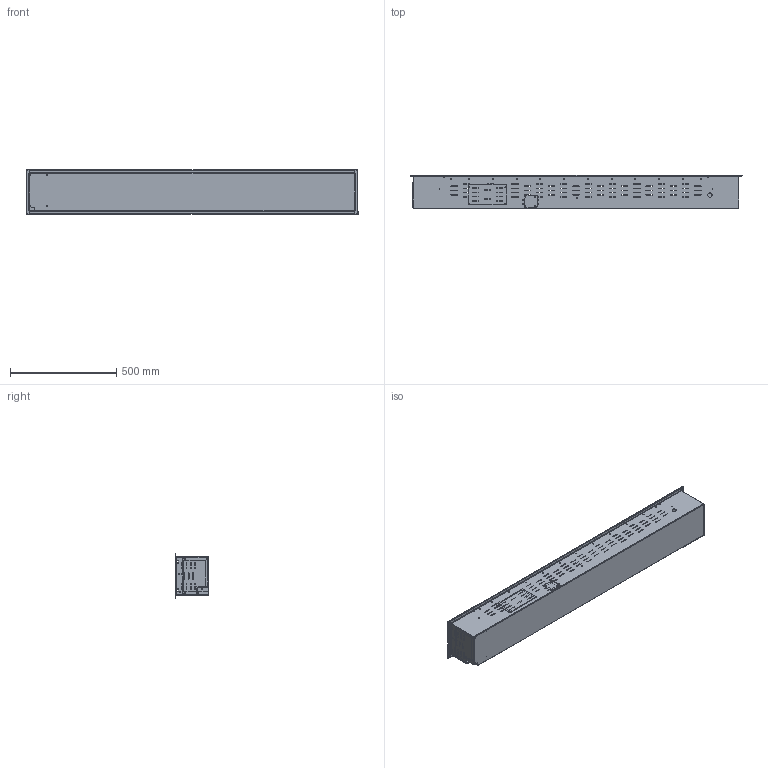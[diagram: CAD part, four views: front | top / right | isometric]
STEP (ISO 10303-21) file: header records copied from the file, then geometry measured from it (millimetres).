
FILE_DESCRIPTION (( 'STEP AP203' ), '1' );
FILE_NAME ('PJ00153-O-05-C. EVO PLUS 1200.STEP', '2019-02-27T15:54:35', ( '' ), ( '' ), 'SwSTEP 2.0', 'SolidWorks 2019', '' );
FILE_SCHEMA (( 'CONFIG_CONTROL_DESIGN' ));
Length unit declared in the file: millimetre
Products named in the file (1): PJ00153-O-05-C. EVO PLUS 1200
Bounding box: 1566 x 160 x 210 mm (x, y, z)
Volume: 2236243 mm3; surface area: 2622887.4 mm2
Topology: 43 solids, 43 shells, 2964 faces, 8522 edges, 5596 vertices
Faces by surface type: plane 1739, cylinder 1161, bspline 38, cone 24, torus 2
Full cylindrical faces by diameter (mm): 3 x2, 3.2 x2, 3.3 x13, 3.7 x4, 4 x7, 4.2 x2, 4.3 x8, 4.5 x17, 5 x65, 5.3 x27, 5.5 x2, 6.1 x4, 7.3 x2, 9 x2, 10.2 x2, 13 x4, 20 x1, 25 x1, 36 x1
Entity records: 98430 total; most frequent: CARTESIAN_POINT 18160, ORIENTED_EDGE 16560, DIRECTION 16289, EDGE_CURVE 8280, VECTOR 5827, LINE 5827, VERTEX_POINT 5522, AXIS2_PLACEMENT_3D 5231
